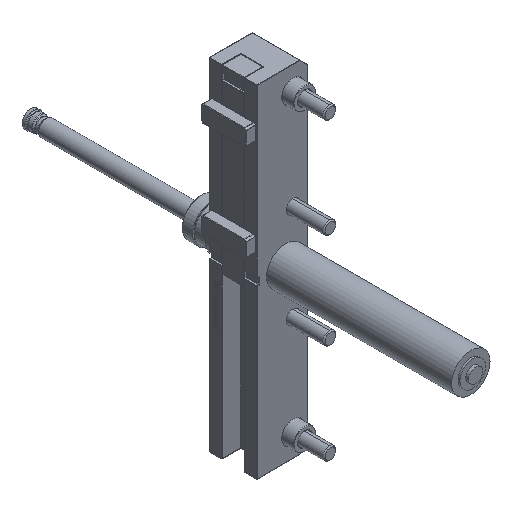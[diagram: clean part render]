
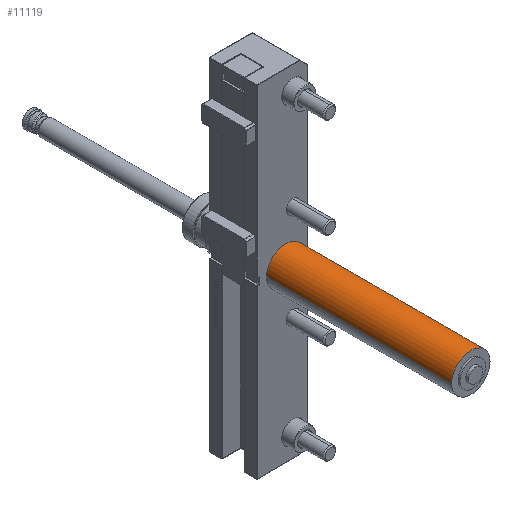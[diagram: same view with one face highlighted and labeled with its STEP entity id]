
A CAD part, isometric view. The second image highlights one B-rep face of the part: STEP entity #11119.
In plain terms, the highlighted cylindrical face has radius 12 mm (diameter 24 mm), a partial arc.
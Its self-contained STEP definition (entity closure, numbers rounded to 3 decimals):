
#72 = CIRCLE ( 'NONE', #25190, 12. ) ;
#519 = DIRECTION ( 'NONE',  ( 0., 1., 0. ) ) ;
#2490 = VERTEX_POINT ( 'NONE', #2620 ) ;
#2620 = CARTESIAN_POINT ( 'NONE',  ( -14., -116., 0. ) ) ;
#2715 = VERTEX_POINT ( 'NONE', #9151 ) ;
#3236 = AXIS2_PLACEMENT_3D ( 'NONE', #9548, #519, #9405 ) ;
#4323 = EDGE_CURVE ( 'NONE', #26126, #2490, #25096, .T. ) ;
#4761 = VERTEX_POINT ( 'NONE', #10629 ) ;
#6954 = EDGE_LOOP ( 'NONE', ( #25826, #12455, #12482, #15378 ) ) ;
#8068 = CARTESIAN_POINT ( 'NONE',  ( -14., 125.055, 0. ) ) ;
#9151 = CARTESIAN_POINT ( 'NONE',  ( 10., 0., 0. ) ) ;
#9405 = DIRECTION ( 'NONE',  ( -1., 0., 0. ) ) ;
#9548 = CARTESIAN_POINT ( 'NONE',  ( -2., -116., 0. ) ) ;
#10247 = LINE ( 'NONE', #8068, #28418 ) ;
#10532 = CARTESIAN_POINT ( 'NONE',  ( -2., 125.055, 0. ) ) ;
#10629 = CARTESIAN_POINT ( 'NONE',  ( -14., 0., 0. ) ) ;
#11119 = ADVANCED_FACE ( 'NONE', ( #25963 ), #15176, .T. ) ;
#12368 = CARTESIAN_POINT ( 'NONE',  ( 10., 125.055, 0. ) ) ;
#12455 = ORIENTED_EDGE ( 'NONE', *, *, #4323, .T. ) ;
#12482 = ORIENTED_EDGE ( 'NONE', *, *, #13635, .T. ) ;
#12500 = LINE ( 'NONE', #12368, #20064 ) ;
#12505 = CARTESIAN_POINT ( 'NONE',  ( -2., 0., 0. ) ) ;
#12937 = EDGE_CURVE ( 'NONE', #26126, #2715, #12500, .T. ) ;
#13635 = EDGE_CURVE ( 'NONE', #2490, #4761, #10247, .T. ) ;
#14011 = EDGE_CURVE ( 'NONE', #4761, #2715, #72, .T. ) ;
#15176 = CYLINDRICAL_SURFACE ( 'NONE', #18592, 12. ) ;
#15378 = ORIENTED_EDGE ( 'NONE', *, *, #14011, .T. ) ;
#18592 = AXIS2_PLACEMENT_3D ( 'NONE', #10532, #19398, #28412 ) ;
#19120 = DIRECTION ( 'NONE',  ( 0., 1., 0. ) ) ;
#19398 = DIRECTION ( 'NONE',  ( 0., 1., 0. ) ) ;
#20064 = VECTOR ( 'NONE', #27937, 1000. ) ;
#21229 = DIRECTION ( 'NONE',  ( 0., -1., 0. ) ) ;
#21662 = CARTESIAN_POINT ( 'NONE',  ( 10., -116., 0. ) ) ;
#21802 = DIRECTION ( 'NONE',  ( 0., 0., -1. ) ) ;
#25096 = CIRCLE ( 'NONE', #3236, 12. ) ;
#25190 = AXIS2_PLACEMENT_3D ( 'NONE', #12505, #21229, #21802 ) ;
#25826 = ORIENTED_EDGE ( 'NONE', *, *, #12937, .F. ) ;
#25963 = FACE_OUTER_BOUND ( 'NONE', #6954, .T. ) ;
#26126 = VERTEX_POINT ( 'NONE', #21662 ) ;
#27937 = DIRECTION ( 'NONE',  ( 0., 1., 0. ) ) ;
#28412 = DIRECTION ( 'NONE',  ( -1., 0., 0. ) ) ;
#28418 = VECTOR ( 'NONE', #19120, 1000. ) ;
